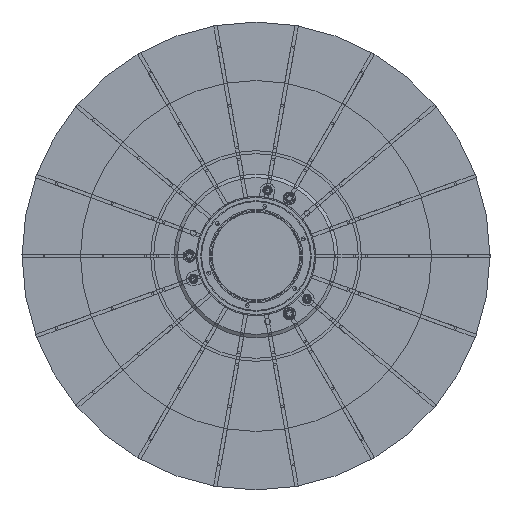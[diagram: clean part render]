
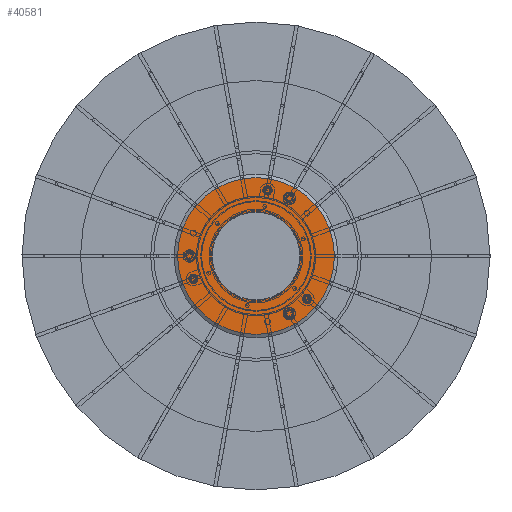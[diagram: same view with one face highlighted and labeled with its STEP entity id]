
A CAD part, front view. The second image highlights one B-rep face of the part: STEP entity #40581.
In plain terms, the highlighted planar face has unit normal (0, -1, 0).
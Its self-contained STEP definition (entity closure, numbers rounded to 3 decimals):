
#359 = ORIENTED_EDGE ( 'NONE', *, *, #6498, .T. ) ;
#1841 = EDGE_CURVE ( 'NONE', #15154, #22587, #7695, .T. ) ;
#2866 = VERTEX_POINT ( 'NONE', #26780 ) ;
#4440 = CARTESIAN_POINT ( 'NONE',  ( 0., 0., 0. ) ) ;
#5334 = AXIS2_PLACEMENT_3D ( 'NONE', #23729, #23589, #7711 ) ;
#5819 = CIRCLE ( 'NONE', #9190, 38. ) ;
#5887 = CARTESIAN_POINT ( 'NONE',  ( 0., 0., 0. ) ) ;
#6498 = EDGE_CURVE ( 'NONE', #22587, #15154, #5819, .T. ) ;
#7434 = CIRCLE ( 'NONE', #24459, 67. ) ;
#7546 = CARTESIAN_POINT ( 'NONE',  ( 0., 0., -67. ) ) ;
#7691 = DIRECTION ( 'NONE',  ( 0., 0., 1. ) ) ;
#7695 = CIRCLE ( 'NONE', #25236, 38. ) ;
#7711 = DIRECTION ( 'NONE',  ( 0., 0., 1. ) ) ;
#8162 = DIRECTION ( 'NONE',  ( 0., 1., 0. ) ) ;
#9099 = DIRECTION ( 'NONE',  ( 0., 0., 1. ) ) ;
#9190 = AXIS2_PLACEMENT_3D ( 'NONE', #4440, #26931, #7691 ) ;
#11391 = EDGE_CURVE ( 'NONE', #37013, #2866, #7434, .T. ) ;
#11477 = ORIENTED_EDGE ( 'NONE', *, *, #11391, .T. ) ;
#12338 = ORIENTED_EDGE ( 'NONE', *, *, #1841, .T. ) ;
#14523 = CARTESIAN_POINT ( 'NONE',  ( 0., 0., 0. ) ) ;
#15154 = VERTEX_POINT ( 'NONE', #41293 ) ;
#15789 = AXIS2_PLACEMENT_3D ( 'NONE', #14523, #37016, #17762 ) ;
#17762 = DIRECTION ( 'NONE',  ( 0., 0., 1. ) ) ;
#18750 = FACE_BOUND ( 'NONE', #21016, .T. ) ;
#20499 = PLANE ( 'NONE',  #5334 ) ;
#21016 = EDGE_LOOP ( 'NONE', ( #12338, #359 ) ) ;
#22384 = CARTESIAN_POINT ( 'NONE',  ( 0., 0., 38. ) ) ;
#22587 = VERTEX_POINT ( 'NONE', #22384 ) ;
#23589 = DIRECTION ( 'NONE',  ( 0., 1., 0. ) ) ;
#23729 = CARTESIAN_POINT ( 'NONE',  ( 0., 0., 0. ) ) ;
#24459 = AXIS2_PLACEMENT_3D ( 'NONE', #5887, #28369, #9099 ) ;
#24893 = CIRCLE ( 'NONE', #15789, 67. ) ;
#25236 = AXIS2_PLACEMENT_3D ( 'NONE', #27416, #8162, #30653 ) ;
#25269 = ORIENTED_EDGE ( 'NONE', *, *, #39554, .T. ) ;
#26304 = FACE_OUTER_BOUND ( 'NONE', #30019, .T. ) ;
#26780 = CARTESIAN_POINT ( 'NONE',  ( 0., 0., 67. ) ) ;
#26931 = DIRECTION ( 'NONE',  ( 0., 1., 0. ) ) ;
#27416 = CARTESIAN_POINT ( 'NONE',  ( 0., 0., 0. ) ) ;
#28369 = DIRECTION ( 'NONE',  ( 0., -1., 0. ) ) ;
#30019 = EDGE_LOOP ( 'NONE', ( #25269, #11477 ) ) ;
#30653 = DIRECTION ( 'NONE',  ( 0., 0., 1. ) ) ;
#37013 = VERTEX_POINT ( 'NONE', #7546 ) ;
#37016 = DIRECTION ( 'NONE',  ( 0., -1., 0. ) ) ;
#39554 = EDGE_CURVE ( 'NONE', #2866, #37013, #24893, .T. ) ;
#40581 = ADVANCED_FACE ( 'NONE', ( #26304, #18750 ), #20499, .F. ) ;
#41293 = CARTESIAN_POINT ( 'NONE',  ( 0., 0., -38. ) ) ;
